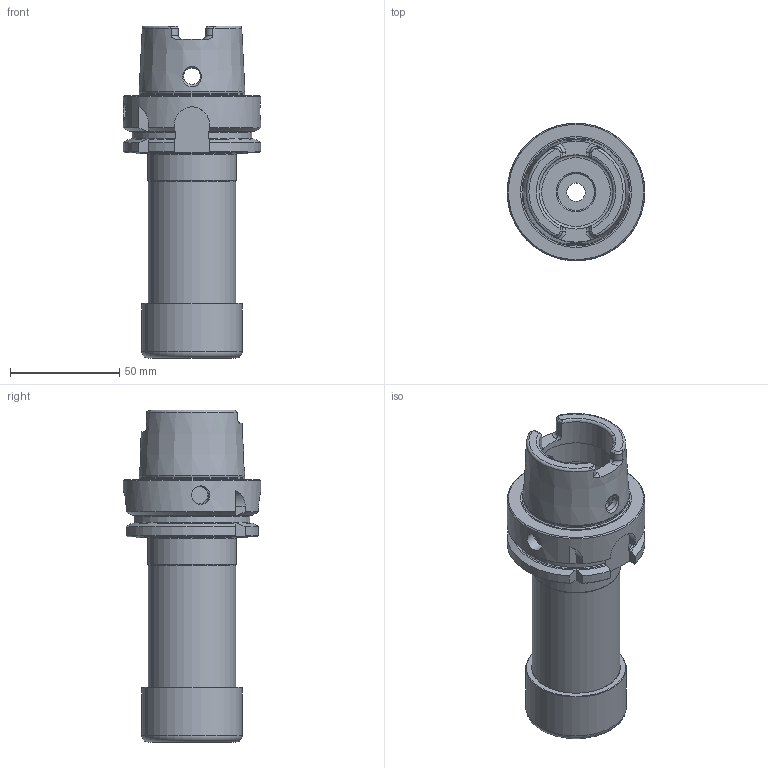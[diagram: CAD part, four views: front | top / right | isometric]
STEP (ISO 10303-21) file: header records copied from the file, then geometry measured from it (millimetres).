
FILE_DESCRIPTION(/* description */ (''),/* implementation_level */ '2;1');
FILE_NAME(/* name */ '556372560.stp',/* time_stamp */ '2021-01-08T12:25:33',/* author */ ('LRA'),/* organization */ ('REGO-FIX'),/* preprocessor_version */ ' Unknown',/* originating_system */ 'SIEMENS PLM Software Solid Edge ST10',/* authorization */ 'Unknown');
FILE_SCHEMA (('AUTOMOTIVE_DESIGN { 1 0 10303 214 2 1 1}'));
Length unit declared in the file: millimetre
Products named in the file (1): 0008429
Bounding box: 63 x 63 x 152 mm (x, y, z)
Volume: 168947.6 mm3; surface area: 47309.4 mm2
Topology: 2 solids, 2 shells, 160 faces, 404 edges, 256 vertices
Faces by surface type: plane 54, cylinder 43, cone 36, torus 27
Full cylindrical faces by diameter (mm): 7.5 x2, 8.4 x1, 8.5 x1, 10 x1, 16.917 x1, 20 x1, 25 x1, 30 x1, 34 x3, 38.376 x1, 40 x3, 40.05 x1, 40.5 x1, 42 x1, 46 x1, 48.129 x1, 63 x1
Entity records: 5756 total; most frequent: CARTESIAN_POINT 1183, DIRECTION 702, ORIENTED_EDGE 644, EDGE_CURVE 322, AXIS2_PLACEMENT_3D 302, EDGE_LOOP 237, FACE_BOUND 237, VERTEX_POINT 235
